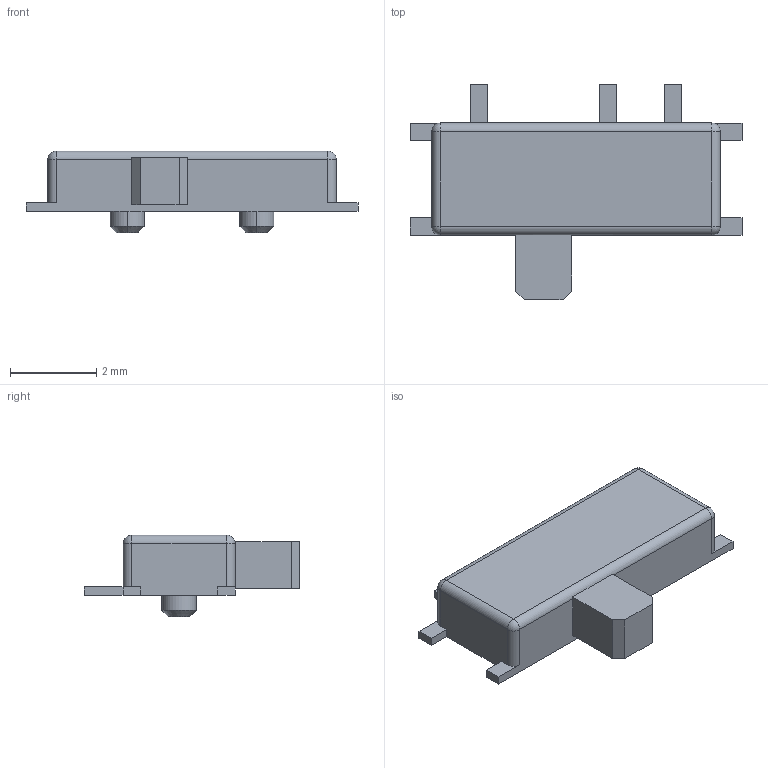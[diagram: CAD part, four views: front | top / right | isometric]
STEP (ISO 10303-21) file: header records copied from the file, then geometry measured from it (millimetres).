
FILE_DESCRIPTION((''),'2;1');
FILE_NAME('SWITCH_KPS-1290','2013-10-04T',('WhatEver'),(''),'PRO/ENGINEER BY PARAMETRIC TECHNOLOGY CORPORATION, 2012130','PRO/ENGINEER BY PARAMETRIC TECHNOLOGY CORPORATION, 2012130','');
FILE_SCHEMA(('CONFIG_CONTROL_DESIGN'));
Length unit declared in the file: millimetre
Products named in the file (1): SWITCH_KPS-1290
Bounding box: 7.7 x 5 x 1.9 mm (x, y, z)
Volume: 27.1 mm3; surface area: 73.4 mm2
Topology: 1 solids, 1 shells, 59 faces, 149 edges, 94 vertices
Faces by surface type: plane 39, cylinder 12, sphere 4, cone 4
Entity records: 1783 total; most frequent: CARTESIAN_POINT 302, ORIENTED_EDGE 298, DIRECTION 297, EDGE_CURVE 149, VECTOR 119, LINE 119, VERTEX_POINT 94, AXIS2_PLACEMENT_3D 89
